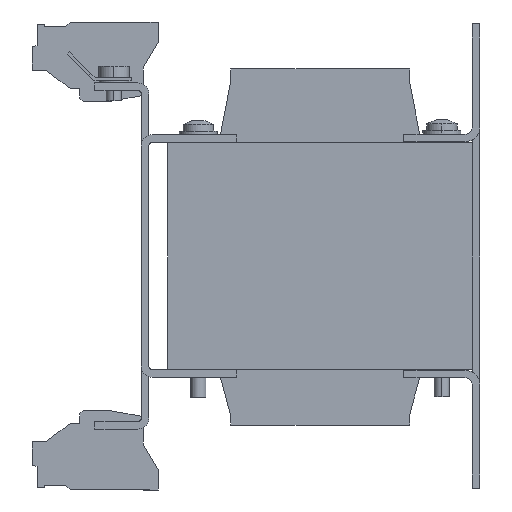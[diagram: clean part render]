
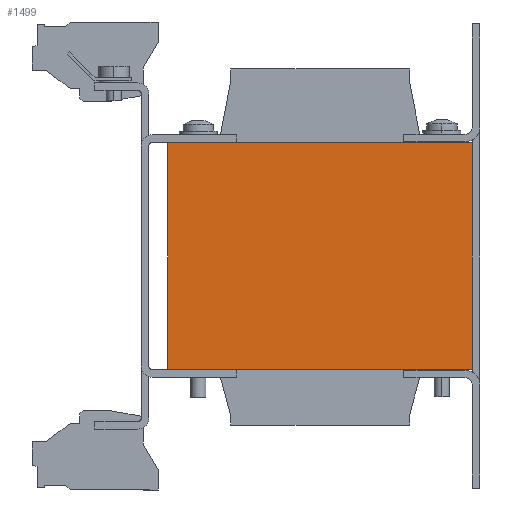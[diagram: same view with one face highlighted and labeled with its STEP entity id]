
A CAD part, left-side view. The second image highlights one B-rep face of the part: STEP entity #1499.
In plain terms, the highlighted planar face has unit normal (-1, 0, 0).
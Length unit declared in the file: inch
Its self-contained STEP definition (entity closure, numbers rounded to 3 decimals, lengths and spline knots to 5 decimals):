
#206 = CARTESIAN_POINT ( 'NONE',  ( -1.88976, -1.5748, 1.17126 ) ) ;
#490 = LINE ( 'NONE', #4555, #9658 ) ;
#626 = DIRECTION ( 'NONE',  ( 1., 0., 0. ) ) ;
#631 = DIRECTION ( 'NONE',  ( 0., 0., 1. ) ) ;
#980 = EDGE_CURVE ( 'NONE', #1178, #1322, #490, .T. ) ;
#1027 = VECTOR ( 'NONE', #1976, 39.37008 ) ;
#1178 = VERTEX_POINT ( 'NONE', #4981 ) ;
#1322 = VERTEX_POINT ( 'NONE', #206 ) ;
#1346 = DIRECTION ( 'NONE',  ( 0., -1., 0. ) ) ;
#1499 = ADVANCED_FACE ( 'NONE', ( #9903 ), #1658, .F. ) ;
#1658 = PLANE ( 'NONE',  #2565 ) ;
#1665 = CARTESIAN_POINT ( 'NONE',  ( -1.88976, 0., -1.17126 ) ) ;
#1976 = DIRECTION ( 'NONE',  ( 0., 0., 1. ) ) ;
#2202 = CARTESIAN_POINT ( 'NONE',  ( -1.88976, -1.5748, 1.17126 ) ) ;
#2565 = AXIS2_PLACEMENT_3D ( 'NONE', #8064, #626, #8174 ) ;
#2998 = EDGE_CURVE ( 'NONE', #9643, #1178, #9405, .T. ) ;
#3471 = VECTOR ( 'NONE', #8022, 39.37008 ) ;
#3760 = EDGE_CURVE ( 'NONE', #9643, #9924, #5786, .T. ) ;
#3876 = EDGE_LOOP ( 'NONE', ( #5366, #7608, #6547, #8756 ) ) ;
#4555 = CARTESIAN_POINT ( 'NONE',  ( -1.88976, 0., 1.17126 ) ) ;
#4981 = CARTESIAN_POINT ( 'NONE',  ( -1.88976, 1.57484, 1.17126 ) ) ;
#5219 = EDGE_CURVE ( 'NONE', #9924, #1322, #5515, .T. ) ;
#5339 = CARTESIAN_POINT ( 'NONE',  ( -1.88976, 1.57484, 1.17126 ) ) ;
#5366 = ORIENTED_EDGE ( 'NONE', *, *, #5219, .T. ) ;
#5515 = LINE ( 'NONE', #2202, #6933 ) ;
#5786 = LINE ( 'NONE', #1665, #3471 ) ;
#5945 = CARTESIAN_POINT ( 'NONE',  ( -1.88976, 1.57484, -1.17126 ) ) ;
#6547 = ORIENTED_EDGE ( 'NONE', *, *, #2998, .F. ) ;
#6933 = VECTOR ( 'NONE', #631, 39.37008 ) ;
#7408 = CARTESIAN_POINT ( 'NONE',  ( -1.88976, -1.5748, -1.17126 ) ) ;
#7608 = ORIENTED_EDGE ( 'NONE', *, *, #980, .F. ) ;
#8022 = DIRECTION ( 'NONE',  ( 0., -1., 0. ) ) ;
#8064 = CARTESIAN_POINT ( 'NONE',  ( -1.88976, 0., 1.17126 ) ) ;
#8174 = DIRECTION ( 'NONE',  ( 0., 0., -1. ) ) ;
#8756 = ORIENTED_EDGE ( 'NONE', *, *, #3760, .T. ) ;
#9405 = LINE ( 'NONE', #5339, #1027 ) ;
#9643 = VERTEX_POINT ( 'NONE', #5945 ) ;
#9658 = VECTOR ( 'NONE', #1346, 39.37008 ) ;
#9903 = FACE_OUTER_BOUND ( 'NONE', #3876, .T. ) ;
#9924 = VERTEX_POINT ( 'NONE', #7408 ) ;
